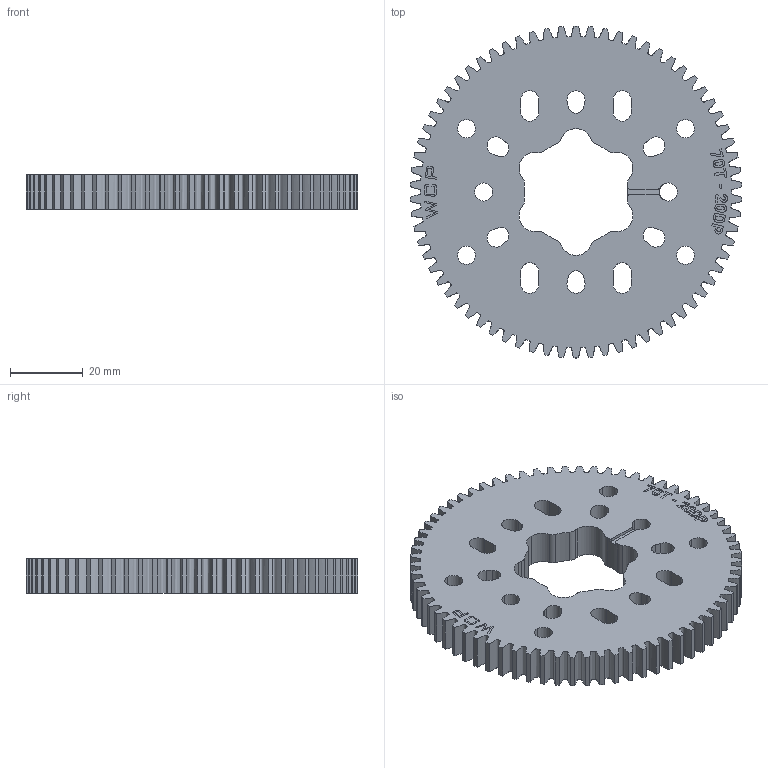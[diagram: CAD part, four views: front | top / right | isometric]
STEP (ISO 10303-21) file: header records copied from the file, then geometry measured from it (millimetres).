
FILE_DESCRIPTION (( 'STEP AP214' ), '1' );
FILE_NAME ('WCP-1209 Rev1.step', '2024-01-05T00:51:13', ( '' ), ( '' ), 'SwSTEP 2.0', 'SolidWorks 2022', '' );
FILE_SCHEMA (( 'AUTOMOTIVE_DESIGN' ));
Length unit declared in the file: inch
Products named in the file (1): WCP-1209 Rev1
Bounding box: 91.39 x 91.44 x 9.53 mm (x, y, z)
Volume: 49483.2 mm3; surface area: 19247.9 mm2
Topology: 1 solids, 1 shells, 377 faces, 1080 edges, 720 vertices
Faces by surface type: cylinder 145, plane 125, bspline 107
Entity records: 36070 total; most frequent: CARTESIAN_POINT 26541, ORIENTED_EDGE 2160, DIRECTION 1702, EDGE_CURVE 1080, VERTEX_POINT 720, VECTOR 572, LINE 572, AXIS2_PLACEMENT_3D 565
